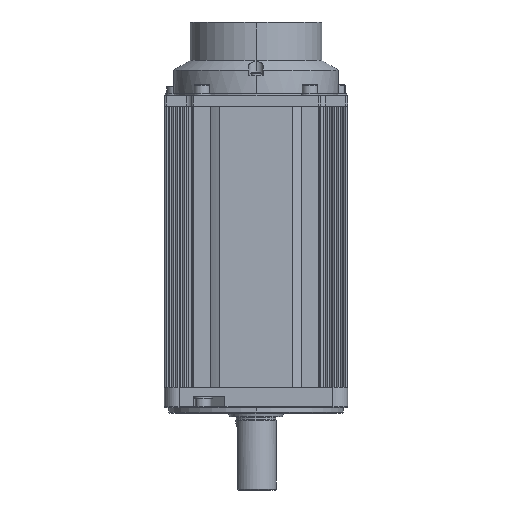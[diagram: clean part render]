
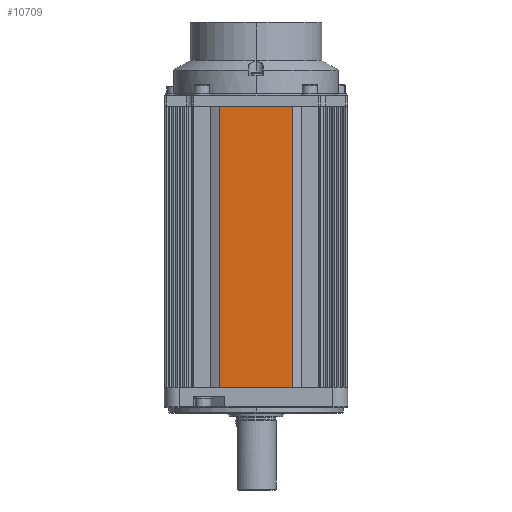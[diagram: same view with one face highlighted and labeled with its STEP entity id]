
A CAD part, left-side view. The second image highlights one B-rep face of the part: STEP entity #10709.
In plain terms, the highlighted planar face has unit normal (-1, 0, 0).
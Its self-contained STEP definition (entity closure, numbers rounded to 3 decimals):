
#7414 = EDGE_CURVE ( 'NONE', #29863, #39241, #91230, .T. ) ;
#7874 = CARTESIAN_POINT ( 'NONE',  ( 17.405, 21.683, 199.65 ) ) ;
#10709 = ADVANCED_FACE ( 'NONE', ( #19504 ), #84369, .T. ) ;
#11205 = VECTOR ( 'NONE', #50625, 1000. ) ;
#11316 = VECTOR ( 'NONE', #29259, 1000. ) ;
#13779 = LINE ( 'NONE', #68306, #11316 ) ;
#14079 = CARTESIAN_POINT ( 'NONE',  ( 17.405, -48.317, 199.65 ) ) ;
#19504 = FACE_OUTER_BOUND ( 'NONE', #64084, .T. ) ;
#21977 = DIRECTION ( 'NONE',  ( 0., 0., 1. ) ) ;
#22858 = VECTOR ( 'NONE', #42293, 1000. ) ;
#28160 = EDGE_CURVE ( 'NONE', #39241, #35392, #52936, .T. ) ;
#29259 = DIRECTION ( 'NONE',  ( 0., 0., 1. ) ) ;
#29863 = VERTEX_POINT ( 'NONE', #30311 ) ;
#30311 = CARTESIAN_POINT ( 'NONE',  ( 17.405, -18.317, 46.25 ) ) ;
#35392 = VERTEX_POINT ( 'NONE', #7874 ) ;
#36267 = EDGE_CURVE ( 'NONE', #92008, #35392, #64536, .T. ) ;
#36464 = CARTESIAN_POINT ( 'NONE',  ( 17.405, 1.683, 46.25 ) ) ;
#39241 = VERTEX_POINT ( 'NONE', #75721 ) ;
#42293 = DIRECTION ( 'NONE',  ( 0., 1., 0. ) ) ;
#44317 = DIRECTION ( 'NONE',  ( 0., 1., 0. ) ) ;
#46648 = ORIENTED_EDGE ( 'NONE', *, *, #49242, .T. ) ;
#49242 = EDGE_CURVE ( 'NONE', #29863, #92008, #13779, .T. ) ;
#50625 = DIRECTION ( 'NONE',  ( 0., 0., 1. ) ) ;
#52936 = LINE ( 'NONE', #91086, #11205 ) ;
#64084 = EDGE_LOOP ( 'NONE', ( #72407, #46648, #101508, #73813 ) ) ;
#64536 = LINE ( 'NONE', #65887, #22858 ) ;
#65887 = CARTESIAN_POINT ( 'NONE',  ( 17.405, -48.317, 199.65 ) ) ;
#68306 = CARTESIAN_POINT ( 'NONE',  ( 17.405, -18.317, 199.65 ) ) ;
#68901 = DIRECTION ( 'NONE',  ( -1., 0., 0. ) ) ;
#70345 = VECTOR ( 'NONE', #44317, 1000. ) ;
#72407 = ORIENTED_EDGE ( 'NONE', *, *, #7414, .F. ) ;
#73813 = ORIENTED_EDGE ( 'NONE', *, *, #28160, .F. ) ;
#75721 = CARTESIAN_POINT ( 'NONE',  ( 17.405, 21.683, 46.25 ) ) ;
#84369 = PLANE ( 'NONE',  #91127 ) ;
#91086 = CARTESIAN_POINT ( 'NONE',  ( 17.405, 21.683, 199.65 ) ) ;
#91127 = AXIS2_PLACEMENT_3D ( 'NONE', #14079, #68901, #21977 ) ;
#91230 = LINE ( 'NONE', #36464, #70345 ) ;
#92008 = VERTEX_POINT ( 'NONE', #93978 ) ;
#93978 = CARTESIAN_POINT ( 'NONE',  ( 17.405, -18.317, 199.65 ) ) ;
#101508 = ORIENTED_EDGE ( 'NONE', *, *, #36267, .T. ) ;
